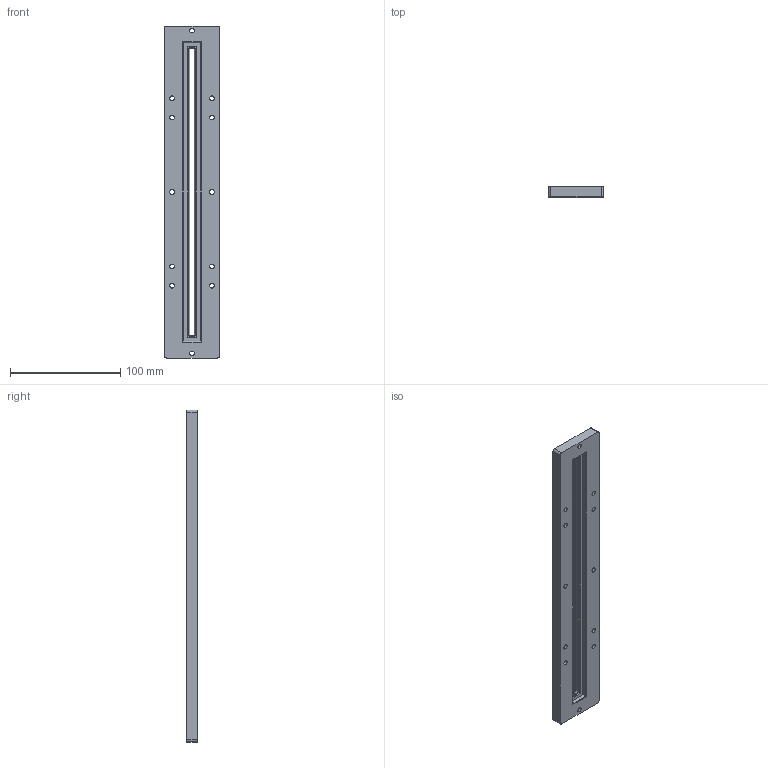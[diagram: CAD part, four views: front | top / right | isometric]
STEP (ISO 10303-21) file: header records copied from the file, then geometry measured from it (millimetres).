
FILE_DESCRIPTION (( 'STEP AP214' ), '1' );
FILE_NAME ('PowderSingleSeal.STEP', '2023-12-20T10:04:08', ( '' ), ( '' ), 'SwSTEP 2.0', 'SolidWorks 2022', '' );
FILE_SCHEMA (( 'AUTOMOTIVE_DESIGN' ));
Length unit declared in the file: millimetre
Products named in the file (1): PowderSingleSeal
Bounding box: 50 x 9.2 x 301 mm (x, y, z)
Volume: 98089 mm3; surface area: 44970.4 mm2
Topology: 1 solids, 1 shells, 91 faces, 234 edges, 148 vertices
Faces by surface type: plane 43, cylinder 40, cone 8
Entity records: 3114 total; most frequent: DIRECTION 506, CARTESIAN_POINT 474, ORIENTED_EDGE 468, EDGE_CURVE 234, AXIS2_PLACEMENT_3D 180, VERTEX_POINT 148, VECTOR 146, LINE 146
